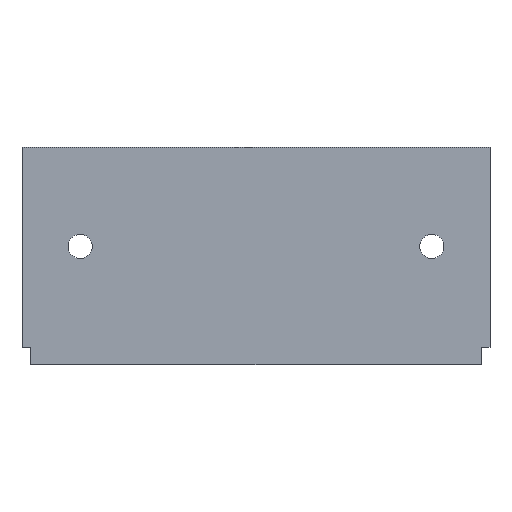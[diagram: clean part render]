
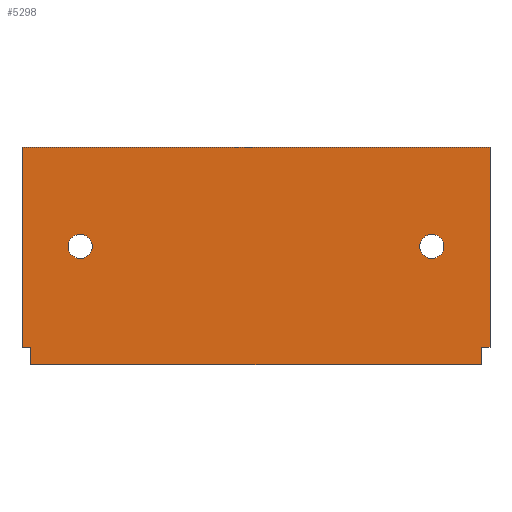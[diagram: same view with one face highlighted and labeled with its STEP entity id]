
A CAD part, front view. The second image highlights one B-rep face of the part: STEP entity #5298.
In plain terms, the highlighted planar face has unit normal (0, -1, 0).
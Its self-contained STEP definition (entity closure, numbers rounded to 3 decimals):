
#163 = ORIENTED_EDGE ( 'NONE', *, *, #8723, .F. ) ;
#164 = AXIS2_PLACEMENT_3D ( 'NONE', #8097, #8122, #8124 ) ;
#218 = CARTESIAN_POINT ( 'NONE',  ( -0.86, 0., -20.25 ) ) ;
#220 = CARTESIAN_POINT ( 'NONE',  ( 40.585, 0., -8.805 ) ) ;
#300 = DIRECTION ( 'NONE',  ( 0., -1., 0. ) ) ;
#481 = AXIS2_PLACEMENT_3D ( 'NONE', #879, #791, #772 ) ;
#506 = VECTOR ( 'NONE', #9753, 1000. ) ;
#622 = LINE ( 'NONE', #9567, #506 ) ;
#638 = CARTESIAN_POINT ( 'NONE',  ( 46.47, 0., 0. ) ) ;
#729 = VECTOR ( 'NONE', #6409, 1000. ) ;
#772 = DIRECTION ( 'NONE',  ( 0., 0., 1. ) ) ;
#791 = DIRECTION ( 'NONE',  ( 0., -1., 0. ) ) ;
#826 = ORIENTED_EDGE ( 'NONE', *, *, #6396, .T. ) ;
#879 = CARTESIAN_POINT ( 'NONE',  ( 40.585, 0., -10.03 ) ) ;
#1025 = LINE ( 'NONE', #638, #2542 ) ;
#1096 = LINE ( 'NONE', #6777, #729 ) ;
#1108 = EDGE_CURVE ( 'NONE', #4258, #7090, #1096, .T. ) ;
#1133 = AXIS2_PLACEMENT_3D ( 'NONE', #9271, #4467, #10071 ) ;
#1244 = ORIENTED_EDGE ( 'NONE', *, *, #4412, .F. ) ;
#1276 = EDGE_CURVE ( 'NONE', #8769, #7779, #7434, .T. ) ;
#1529 = EDGE_LOOP ( 'NONE', ( #2814, #163 ) ) ;
#1717 = ORIENTED_EDGE ( 'NONE', *, *, #5751, .F. ) ;
#1842 = EDGE_CURVE ( 'NONE', #9013, #2812, #1025, .T. ) ;
#1903 = EDGE_LOOP ( 'NONE', ( #4711, #5574 ) ) ;
#1950 = DIRECTION ( 'NONE',  ( 1., 0., 0. ) ) ;
#2070 = EDGE_LOOP ( 'NONE', ( #826, #9856, #6221, #3732, #1244, #4329, #1717, #7363 ) ) ;
#2196 = CARTESIAN_POINT ( 'NONE',  ( 5.025, 0., -11.255 ) ) ;
#2247 = CARTESIAN_POINT ( 'NONE',  ( -0.86, 0., -20.25 ) ) ;
#2333 = CARTESIAN_POINT ( 'NONE',  ( 0., 0., -22. ) ) ;
#2498 = CARTESIAN_POINT ( 'NONE',  ( 5.025, 0., -8.805 ) ) ;
#2542 = VECTOR ( 'NONE', #4603, 1000. ) ;
#2794 = VECTOR ( 'NONE', #1950, 1000. ) ;
#2812 = VERTEX_POINT ( 'NONE', #3385 ) ;
#2814 = ORIENTED_EDGE ( 'NONE', *, *, #6234, .F. ) ;
#2912 = LINE ( 'NONE', #2247, #2794 ) ;
#2918 = LINE ( 'NONE', #6658, #2929 ) ;
#2929 = VECTOR ( 'NONE', #7250, 1000. ) ;
#3135 = LINE ( 'NONE', #7742, #8010 ) ;
#3385 = CARTESIAN_POINT ( 'NONE',  ( 46.47, 0., -20.25 ) ) ;
#3445 = CIRCLE ( 'NONE', #5566, 1.225 ) ;
#3732 = ORIENTED_EDGE ( 'NONE', *, *, #6985, .T. ) ;
#3822 = DIRECTION ( 'NONE',  ( 0., 0., 1. ) ) ;
#3840 = DIRECTION ( 'NONE',  ( 0., 1., 0. ) ) ;
#4177 = PLANE ( 'NONE',  #5356 ) ;
#4178 = FACE_BOUND ( 'NONE', #1529, .T. ) ;
#4258 = VERTEX_POINT ( 'NONE', #218 ) ;
#4298 = FACE_BOUND ( 'NONE', #1903, .T. ) ;
#4329 = ORIENTED_EDGE ( 'NONE', *, *, #5617, .F. ) ;
#4404 = FACE_OUTER_BOUND ( 'NONE', #2070, .T. ) ;
#4412 = EDGE_CURVE ( 'NONE', #7389, #9530, #2918, .T. ) ;
#4467 = DIRECTION ( 'NONE',  ( 0., -1., 0. ) ) ;
#4576 = CARTESIAN_POINT ( 'NONE',  ( 45.61, 0., 0. ) ) ;
#4603 = DIRECTION ( 'NONE',  ( 0., 0., -1. ) ) ;
#4624 = CARTESIAN_POINT ( 'NONE',  ( 45.61, 0., -22. ) ) ;
#4711 = ORIENTED_EDGE ( 'NONE', *, *, #10000, .F. ) ;
#4861 = CARTESIAN_POINT ( 'NONE',  ( 5.025, 0., -10.03 ) ) ;
#5071 = CARTESIAN_POINT ( 'NONE',  ( 40.585, 0., -11.255 ) ) ;
#5074 = VERTEX_POINT ( 'NONE', #7731 ) ;
#5298 = ADVANCED_FACE ( 'NONE', ( #4178, #4298, #4404 ), #4177, .F. ) ;
#5356 = AXIS2_PLACEMENT_3D ( 'NONE', #4576, #3840, #3822 ) ;
#5401 = EDGE_CURVE ( 'NONE', #4258, #5074, #2912, .T. ) ;
#5513 = CIRCLE ( 'NONE', #1133, 1.225 ) ;
#5566 = AXIS2_PLACEMENT_3D ( 'NONE', #4861, #300, #5664 ) ;
#5574 = ORIENTED_EDGE ( 'NONE', *, *, #1276, .F. ) ;
#5617 = EDGE_CURVE ( 'NONE', #9001, #7389, #622, .T. ) ;
#5664 = DIRECTION ( 'NONE',  ( 0., 0., 1. ) ) ;
#5751 = EDGE_CURVE ( 'NONE', #2812, #9001, #3135, .T. ) ;
#6076 = CARTESIAN_POINT ( 'NONE',  ( -0.86, 0., 0. ) ) ;
#6221 = ORIENTED_EDGE ( 'NONE', *, *, #5401, .T. ) ;
#6234 = EDGE_CURVE ( 'NONE', #8296, #8591, #9744, .T. ) ;
#6396 = EDGE_CURVE ( 'NONE', #9013, #7090, #9493, .T. ) ;
#6409 = DIRECTION ( 'NONE',  ( 0., 0., 1. ) ) ;
#6575 = DIRECTION ( 'NONE',  ( 0., 0., -1. ) ) ;
#6588 = CARTESIAN_POINT ( 'NONE',  ( 0., 0., 0. ) ) ;
#6658 = CARTESIAN_POINT ( 'NONE',  ( 45.61, 0., -22. ) ) ;
#6777 = CARTESIAN_POINT ( 'NONE',  ( -0.86, 0., -20.25 ) ) ;
#6985 = EDGE_CURVE ( 'NONE', #5074, #9530, #8560, .T. ) ;
#7090 = VERTEX_POINT ( 'NONE', #6076 ) ;
#7186 = CARTESIAN_POINT ( 'NONE',  ( 45.61, 0., -20.25 ) ) ;
#7250 = DIRECTION ( 'NONE',  ( -1., 0., 0. ) ) ;
#7363 = ORIENTED_EDGE ( 'NONE', *, *, #1842, .F. ) ;
#7389 = VERTEX_POINT ( 'NONE', #4624 ) ;
#7434 = CIRCLE ( 'NONE', #164, 1.225 ) ;
#7731 = CARTESIAN_POINT ( 'NONE',  ( 0., 0., -20.25 ) ) ;
#7742 = CARTESIAN_POINT ( 'NONE',  ( 46.47, 0., -20.25 ) ) ;
#7779 = VERTEX_POINT ( 'NONE', #2498 ) ;
#7784 = DIRECTION ( 'NONE',  ( -1., 0., 0. ) ) ;
#8010 = VECTOR ( 'NONE', #7784, 1000. ) ;
#8097 = CARTESIAN_POINT ( 'NONE',  ( 5.025, 0., -10.03 ) ) ;
#8122 = DIRECTION ( 'NONE',  ( 0., -1., 0. ) ) ;
#8124 = DIRECTION ( 'NONE',  ( 0., 0., 1. ) ) ;
#8296 = VERTEX_POINT ( 'NONE', #220 ) ;
#8510 = VECTOR ( 'NONE', #6575, 1000. ) ;
#8560 = LINE ( 'NONE', #6588, #8510 ) ;
#8591 = VERTEX_POINT ( 'NONE', #5071 ) ;
#8723 = EDGE_CURVE ( 'NONE', #8591, #8296, #5513, .T. ) ;
#8769 = VERTEX_POINT ( 'NONE', #2196 ) ;
#9001 = VERTEX_POINT ( 'NONE', #7186 ) ;
#9013 = VERTEX_POINT ( 'NONE', #9604 ) ;
#9271 = CARTESIAN_POINT ( 'NONE',  ( 40.585, 0., -10.03 ) ) ;
#9470 = VECTOR ( 'NONE', #9679, 1000. ) ;
#9493 = LINE ( 'NONE', #9705, #9470 ) ;
#9530 = VERTEX_POINT ( 'NONE', #2333 ) ;
#9567 = CARTESIAN_POINT ( 'NONE',  ( 45.61, 0., 0. ) ) ;
#9604 = CARTESIAN_POINT ( 'NONE',  ( 46.47, 0., 0. ) ) ;
#9679 = DIRECTION ( 'NONE',  ( -1., 0., 0. ) ) ;
#9705 = CARTESIAN_POINT ( 'NONE',  ( 45.61, 0., 0. ) ) ;
#9744 = CIRCLE ( 'NONE', #481, 1.225 ) ;
#9753 = DIRECTION ( 'NONE',  ( 0., 0., -1. ) ) ;
#9856 = ORIENTED_EDGE ( 'NONE', *, *, #1108, .F. ) ;
#10000 = EDGE_CURVE ( 'NONE', #7779, #8769, #3445, .T. ) ;
#10071 = DIRECTION ( 'NONE',  ( 0., 0., 1. ) ) ;
